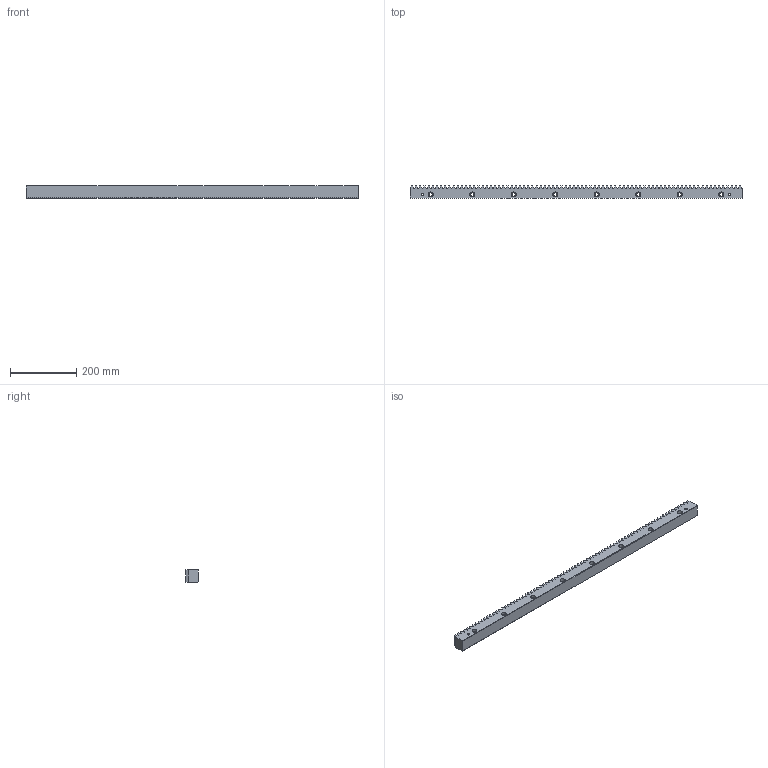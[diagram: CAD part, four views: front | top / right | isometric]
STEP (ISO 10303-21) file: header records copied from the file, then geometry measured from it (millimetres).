
FILE_DESCRIPTION(/* description */ (''),/* implementation_level */ '2;1');
FILE_NAME(/* name */ 'CSTGH04010.stp',/* time_stamp */ '2022-11-05T16:21:48+08:00',/* author */ (''),/* organization */ (''),/* preprocessor_version */ 'ST-DEVELOPER v18.102',/* originating_system */ 'SIEMENS PLM Software NX2206.5001',/* authorisation */ '');
FILE_SCHEMA (('AUTOMOTIVE_DESIGN { 1 0 10303 214 3 1 1 1 }'));
Length unit declared in the file: millimetre
Products named in the file (1): CSTGH04010_objects
Bounding box: 1005.31 x 39 x 39 mm (x, y, z)
Volume: 1325069.6 mm3; surface area: 199569.4 mm2
Topology: 1 solids, 1 shells, 354 faces, 1032 edges, 688 vertices
Faces by surface type: plane 336, cylinder 18
Full cylindrical faces by diameter (mm): 7.7 x2, 10 x8, 15 x8
Entity records: 11474 total; most frequent: CARTESIAN_POINT 2057, ORIENTED_EDGE 2028, DIRECTION 1760, EDGE_CURVE 1014, LINE 978, VECTOR 978, VERTEX_POINT 688, EDGE_LOOP 400
